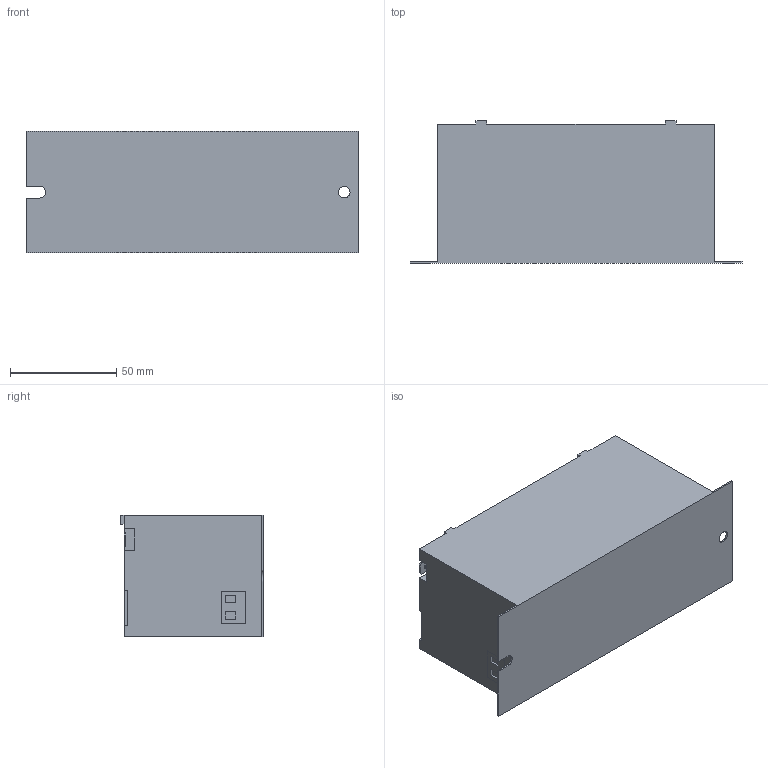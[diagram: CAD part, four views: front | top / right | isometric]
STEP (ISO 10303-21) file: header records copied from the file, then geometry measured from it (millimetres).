
FILE_DESCRIPTION (( 'STEP AP214' ), '1' );
FILE_NAME ('773293.STEP', '2023-09-08T14:14:23', ( '' ), ( '' ), 'SwSTEP 2.0', 'SolidWorks 2018', '' );
FILE_SCHEMA (( 'AUTOMOTIVE_DESIGN' ));
Length unit declared in the file: millimetre
Products named in the file (1): 773293
Bounding box: 156 x 67 x 57.3 mm (x, y, z)
Volume: 483008.4 mm3; surface area: 45765 mm2
Topology: 1 solids, 1 shells, 278 faces, 719 edges, 482 vertices
Faces by surface type: plane 239, cylinder 23, bspline 16
Entity records: 9167 total; most frequent: CARTESIAN_POINT 2360, ORIENTED_EDGE 1438, DIRECTION 1259, EDGE_CURVE 719, LINE 641, VECTOR 641, VERTEX_POINT 482, EDGE_LOOP 323
